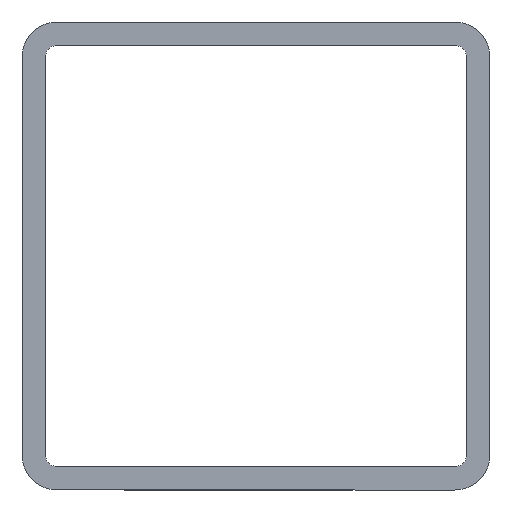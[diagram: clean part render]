
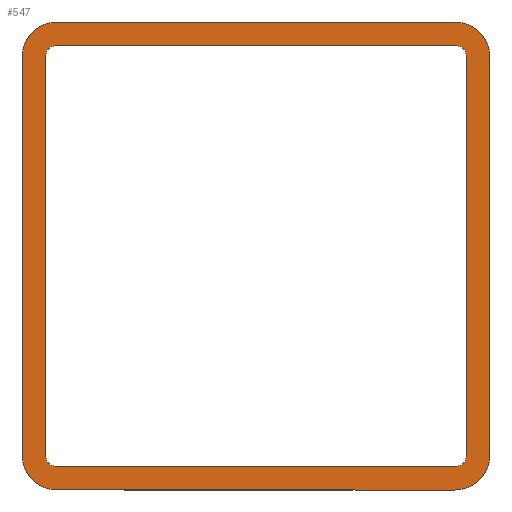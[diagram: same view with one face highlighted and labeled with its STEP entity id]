
A CAD part, front view. The second image highlights one B-rep face of the part: STEP entity #547.
In plain terms, the highlighted planar face has unit normal (0, -1, 0).
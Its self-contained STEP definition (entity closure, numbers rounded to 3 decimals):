
#3 = AXIS2_PLACEMENT_3D ( 'NONE', #382, #1408, #111 ) ;
#18 = CARTESIAN_POINT ( 'NONE',  ( 20., 0., 17. ) ) ;
#27 = CARTESIAN_POINT ( 'NONE',  ( -17., 0., 18. ) ) ;
#46 = DIRECTION ( 'NONE',  ( 0., 1., 0. ) ) ;
#50 = CARTESIAN_POINT ( 'NONE',  ( -17., 0., 17. ) ) ;
#60 = DIRECTION ( 'NONE',  ( 0., 0., 1. ) ) ;
#63 = EDGE_CURVE ( 'NONE', #112, #127, #599, .T. ) ;
#71 = CARTESIAN_POINT ( 'NONE',  ( 17., 0., 17. ) ) ;
#76 = CIRCLE ( 'NONE', #959, 3. ) ;
#86 = CARTESIAN_POINT ( 'NONE',  ( 17., 0., -20. ) ) ;
#101 = CARTESIAN_POINT ( 'NONE',  ( 17., 0., -20. ) ) ;
#111 = DIRECTION ( 'NONE',  ( 0., 0., 1. ) ) ;
#112 = VERTEX_POINT ( 'NONE', #972 ) ;
#127 = VERTEX_POINT ( 'NONE', #27 ) ;
#134 = LINE ( 'NONE', #594, #1125 ) ;
#142 = VERTEX_POINT ( 'NONE', #863 ) ;
#145 = LINE ( 'NONE', #1207, #742 ) ;
#164 = ORIENTED_EDGE ( 'NONE', *, *, #670, .T. ) ;
#176 = CIRCLE ( 'NONE', #378, 1. ) ;
#208 = DIRECTION ( 'NONE',  ( 0., 1., 0. ) ) ;
#209 = LINE ( 'NONE', #1126, #1023 ) ;
#215 = CARTESIAN_POINT ( 'NONE',  ( -18., 0., 17. ) ) ;
#230 = DIRECTION ( 'NONE',  ( 0., 0., 1. ) ) ;
#267 = CARTESIAN_POINT ( 'NONE',  ( -17., 0., 20. ) ) ;
#272 = DIRECTION ( 'NONE',  ( 0., 0., 1. ) ) ;
#280 = AXIS2_PLACEMENT_3D ( 'NONE', #1033, #921, #230 ) ;
#305 = DIRECTION ( 'NONE',  ( 0., 0., 1. ) ) ;
#310 = VECTOR ( 'NONE', #1368, 1000. ) ;
#331 = VERTEX_POINT ( 'NONE', #18 ) ;
#344 = ORIENTED_EDGE ( 'NONE', *, *, #1472, .F. ) ;
#346 = EDGE_CURVE ( 'NONE', #392, #424, #1410, .T. ) ;
#359 = PLANE ( 'NONE',  #280 ) ;
#366 = ORIENTED_EDGE ( 'NONE', *, *, #577, .T. ) ;
#371 = ORIENTED_EDGE ( 'NONE', *, *, #644, .T. ) ;
#378 = AXIS2_PLACEMENT_3D ( 'NONE', #1101, #988, #305 ) ;
#382 = CARTESIAN_POINT ( 'NONE',  ( 17., 0., -17. ) ) ;
#389 = DIRECTION ( 'NONE',  ( 0., 1., 0. ) ) ;
#392 = VERTEX_POINT ( 'NONE', #970 ) ;
#394 = CARTESIAN_POINT ( 'NONE',  ( -17., 0., 17. ) ) ;
#398 = ORIENTED_EDGE ( 'NONE', *, *, #1146, .F. ) ;
#424 = VERTEX_POINT ( 'NONE', #1193 ) ;
#429 = VECTOR ( 'NONE', #733, 1000. ) ;
#454 = CIRCLE ( 'NONE', #1197, 3. ) ;
#457 = ORIENTED_EDGE ( 'NONE', *, *, #63, .T. ) ;
#461 = EDGE_CURVE ( 'NONE', #331, #725, #209, .T. ) ;
#472 = EDGE_CURVE ( 'NONE', #838, #112, #906, .T. ) ;
#497 = ORIENTED_EDGE ( 'NONE', *, *, #1289, .F. ) ;
#503 = CARTESIAN_POINT ( 'NONE',  ( -17., 0., -20. ) ) ;
#524 = DIRECTION ( 'NONE',  ( -1., 0., 0. ) ) ;
#538 = CARTESIAN_POINT ( 'NONE',  ( 20., 0., -17. ) ) ;
#547 = ADVANCED_FACE ( 'NONE', ( #731, #584 ), #359, .F. ) ;
#552 = DIRECTION ( 'NONE',  ( 0., 0., 1. ) ) ;
#558 = DIRECTION ( 'NONE',  ( 0., 0., 1. ) ) ;
#561 = CARTESIAN_POINT ( 'NONE',  ( 17., 0., 18. ) ) ;
#562 = DIRECTION ( 'NONE',  ( 0., 0., 1. ) ) ;
#564 = CARTESIAN_POINT ( 'NONE',  ( -20., 0., 17. ) ) ;
#568 = VERTEX_POINT ( 'NONE', #929 ) ;
#577 = EDGE_CURVE ( 'NONE', #568, #919, #787, .T. ) ;
#584 = FACE_OUTER_BOUND ( 'NONE', #836, .T. ) ;
#594 = CARTESIAN_POINT ( 'NONE',  ( 18., 0., -17. ) ) ;
#599 = CIRCLE ( 'NONE', #1074, 1. ) ;
#612 = VERTEX_POINT ( 'NONE', #1278 ) ;
#621 = CIRCLE ( 'NONE', #1463, 3. ) ;
#628 = VERTEX_POINT ( 'NONE', #503 ) ;
#644 = EDGE_CURVE ( 'NONE', #142, #838, #176, .T. ) ;
#661 = ORIENTED_EDGE ( 'NONE', *, *, #748, .F. ) ;
#670 = EDGE_CURVE ( 'NONE', #919, #142, #145, .T. ) ;
#674 = DIRECTION ( 'NONE',  ( 0., 0., -1. ) ) ;
#725 = VERTEX_POINT ( 'NONE', #538 ) ;
#731 = FACE_BOUND ( 'NONE', #1409, .T. ) ;
#733 = DIRECTION ( 'NONE',  ( 1., 0., 0. ) ) ;
#742 = VECTOR ( 'NONE', #524, 1000. ) ;
#748 = EDGE_CURVE ( 'NONE', #628, #612, #621, .T. ) ;
#751 = DIRECTION ( 'NONE',  ( 0., 0., 1. ) ) ;
#768 = AXIS2_PLACEMENT_3D ( 'NONE', #50, #46, #751 ) ;
#787 = CIRCLE ( 'NONE', #3, 1. ) ;
#797 = DIRECTION ( 'NONE',  ( -1., 0., 0. ) ) ;
#804 = ORIENTED_EDGE ( 'NONE', *, *, #1339, .T. ) ;
#808 = EDGE_CURVE ( 'NONE', #1028, #628, #1488, .T. ) ;
#815 = DIRECTION ( 'NONE',  ( 0., 0., -1. ) ) ;
#817 = VERTEX_POINT ( 'NONE', #1225 ) ;
#824 = ORIENTED_EDGE ( 'NONE', *, *, #875, .T. ) ;
#836 = EDGE_LOOP ( 'NONE', ( #344, #398, #661, #1406, #1497, #914, #497, #1260 ) ) ;
#838 = VERTEX_POINT ( 'NONE', #999 ) ;
#861 = VECTOR ( 'NONE', #797, 1000. ) ;
#863 = CARTESIAN_POINT ( 'NONE',  ( -17., 0., -18. ) ) ;
#875 = EDGE_CURVE ( 'NONE', #910, #1290, #1267, .T. ) ;
#900 = CARTESIAN_POINT ( 'NONE',  ( -17., 0., 18. ) ) ;
#906 = LINE ( 'NONE', #215, #1003 ) ;
#910 = VERTEX_POINT ( 'NONE', #561 ) ;
#914 = ORIENTED_EDGE ( 'NONE', *, *, #461, .F. ) ;
#916 = ORIENTED_EDGE ( 'NONE', *, *, #917, .T. ) ;
#917 = EDGE_CURVE ( 'NONE', #127, #910, #1014, .T. ) ;
#919 = VERTEX_POINT ( 'NONE', #1176 ) ;
#921 = DIRECTION ( 'NONE',  ( 0., 1., 0. ) ) ;
#922 = ORIENTED_EDGE ( 'NONE', *, *, #472, .T. ) ;
#929 = CARTESIAN_POINT ( 'NONE',  ( 18., 0., -17. ) ) ;
#959 = AXIS2_PLACEMENT_3D ( 'NONE', #1212, #1435, #60 ) ;
#970 = CARTESIAN_POINT ( 'NONE',  ( -17., 0., 20. ) ) ;
#972 = CARTESIAN_POINT ( 'NONE',  ( -18., 0., 17. ) ) ;
#988 = DIRECTION ( 'NONE',  ( 0., 1., 0. ) ) ;
#999 = CARTESIAN_POINT ( 'NONE',  ( -18., 0., -17. ) ) ;
#1003 = VECTOR ( 'NONE', #562, 1000. ) ;
#1014 = LINE ( 'NONE', #900, #1346 ) ;
#1017 = LINE ( 'NONE', #564, #310 ) ;
#1023 = VECTOR ( 'NONE', #674, 1000. ) ;
#1028 = VERTEX_POINT ( 'NONE', #101 ) ;
#1033 = CARTESIAN_POINT ( 'NONE',  ( -17., 0., 17. ) ) ;
#1056 = CIRCLE ( 'NONE', #768, 3. ) ;
#1074 = AXIS2_PLACEMENT_3D ( 'NONE', #394, #1188, #1333 ) ;
#1096 = AXIS2_PLACEMENT_3D ( 'NONE', #71, #208, #552 ) ;
#1100 = EDGE_CURVE ( 'NONE', #725, #1028, #76, .T. ) ;
#1101 = CARTESIAN_POINT ( 'NONE',  ( -17., 0., -17. ) ) ;
#1125 = VECTOR ( 'NONE', #815, 1000. ) ;
#1126 = CARTESIAN_POINT ( 'NONE',  ( 20., 0., -17. ) ) ;
#1146 = EDGE_CURVE ( 'NONE', #612, #817, #1017, .T. ) ;
#1176 = CARTESIAN_POINT ( 'NONE',  ( 17., 0., -18. ) ) ;
#1188 = DIRECTION ( 'NONE',  ( 0., 1., 0. ) ) ;
#1193 = CARTESIAN_POINT ( 'NONE',  ( 17., 0., 20. ) ) ;
#1197 = AXIS2_PLACEMENT_3D ( 'NONE', #1357, #1234, #558 ) ;
#1207 = CARTESIAN_POINT ( 'NONE',  ( 17., 0., -18. ) ) ;
#1212 = CARTESIAN_POINT ( 'NONE',  ( 17., 0., -17. ) ) ;
#1215 = CARTESIAN_POINT ( 'NONE',  ( -17., 0., -17. ) ) ;
#1225 = CARTESIAN_POINT ( 'NONE',  ( -20., 0., 17. ) ) ;
#1234 = DIRECTION ( 'NONE',  ( 0., 1., 0. ) ) ;
#1260 = ORIENTED_EDGE ( 'NONE', *, *, #346, .F. ) ;
#1267 = CIRCLE ( 'NONE', #1096, 1. ) ;
#1278 = CARTESIAN_POINT ( 'NONE',  ( -20., 0., -17. ) ) ;
#1289 = EDGE_CURVE ( 'NONE', #424, #331, #454, .T. ) ;
#1290 = VERTEX_POINT ( 'NONE', #1375 ) ;
#1333 = DIRECTION ( 'NONE',  ( 0., 0., 1. ) ) ;
#1339 = EDGE_CURVE ( 'NONE', #1290, #568, #134, .T. ) ;
#1346 = VECTOR ( 'NONE', #1362, 1000. ) ;
#1357 = CARTESIAN_POINT ( 'NONE',  ( 17., 0., 17. ) ) ;
#1362 = DIRECTION ( 'NONE',  ( 1., 0., 0. ) ) ;
#1368 = DIRECTION ( 'NONE',  ( 0., 0., 1. ) ) ;
#1375 = CARTESIAN_POINT ( 'NONE',  ( 18., 0., 17. ) ) ;
#1406 = ORIENTED_EDGE ( 'NONE', *, *, #808, .F. ) ;
#1408 = DIRECTION ( 'NONE',  ( 0., 1., 0. ) ) ;
#1409 = EDGE_LOOP ( 'NONE', ( #824, #804, #366, #164, #371, #922, #457, #916 ) ) ;
#1410 = LINE ( 'NONE', #267, #429 ) ;
#1435 = DIRECTION ( 'NONE',  ( 0., 1., 0. ) ) ;
#1463 = AXIS2_PLACEMENT_3D ( 'NONE', #1215, #389, #272 ) ;
#1472 = EDGE_CURVE ( 'NONE', #817, #392, #1056, .T. ) ;
#1488 = LINE ( 'NONE', #86, #861 ) ;
#1497 = ORIENTED_EDGE ( 'NONE', *, *, #1100, .F. ) ;
